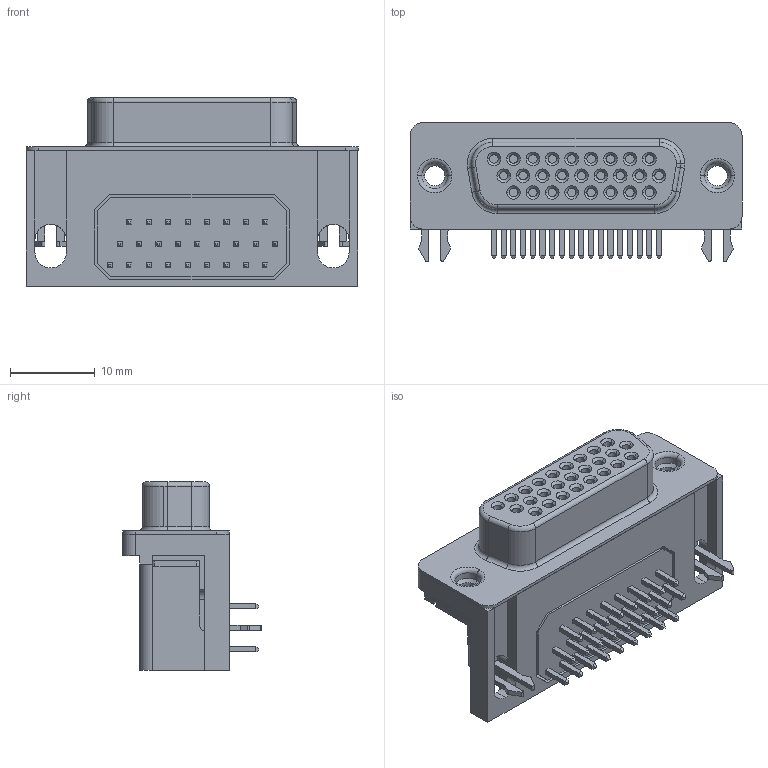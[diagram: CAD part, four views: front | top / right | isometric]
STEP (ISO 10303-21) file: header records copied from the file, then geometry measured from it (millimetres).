
FILE_DESCRIPTION (( 'STEP AP214' ), '1' );
FILE_NAME ('KF66X-A26S-N_rA3.STEP', '2012-02-27T19:14:47', ( ' ' ), ( ' ' ), 'SwSTEP 2.0', 'SolidWorks 2007', '' );
FILE_SCHEMA (( 'AUTOMOTIVE_DESIGN' ));
Length unit declared in the file: millimetre
Products named in the file (1): KF66X-A26S-N_rA3
Bounding box: 39.14 x 16.35 x 22.22 mm (x, y, z)
Volume: 6502.6 mm3; surface area: 4075 mm2
Topology: 1 solids, 1 shells, 583 faces, 1371 edges, 841 vertices
Faces by surface type: plane 379, cylinder 130, cone 60, torus 14
Entity records: 20943 total; most frequent: DIRECTION 2880, CARTESIAN_POINT 2796, ORIENTED_EDGE 2742, EDGE_CURVE 1371, VECTOR 1030, LINE 1030, AXIS2_PLACEMENT_3D 925, VERTEX_POINT 841
